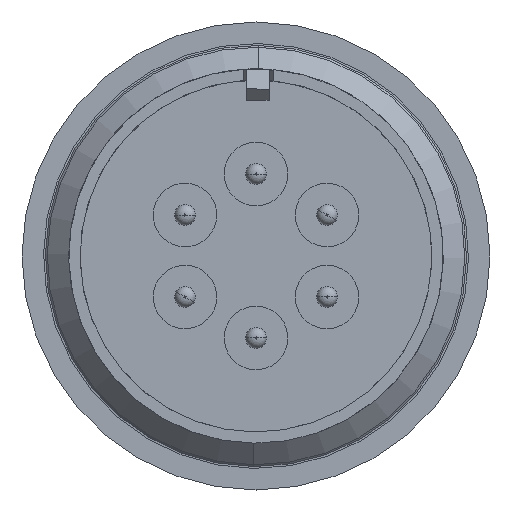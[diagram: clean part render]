
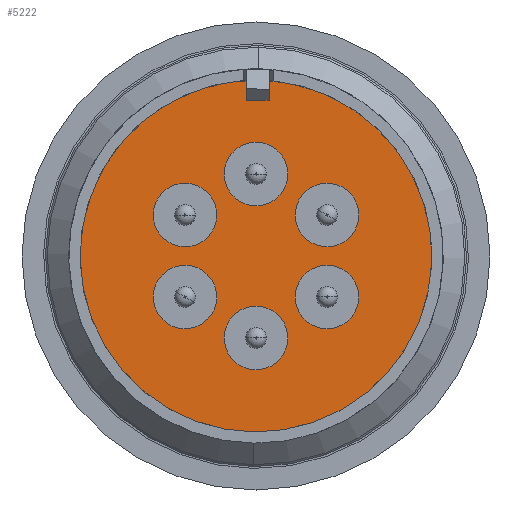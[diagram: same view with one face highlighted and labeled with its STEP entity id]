
A CAD part, front view. The second image highlights one B-rep face of the part: STEP entity #5222.
In plain terms, the highlighted planar face has unit normal (0, -1, 0).
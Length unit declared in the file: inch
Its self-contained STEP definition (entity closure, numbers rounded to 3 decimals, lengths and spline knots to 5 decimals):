
#36 = DIRECTION ( 'NONE',  ( 0., 0., -1. ) ) ;
#39 = DIRECTION ( 'NONE',  ( 0., 1., 0. ) ) ;
#40 = CARTESIAN_POINT ( 'NONE',  ( 0., 0.39565, 0. ) ) ;
#431 = CARTESIAN_POINT ( 'NONE',  ( -0.26552, 0.39565, 0.07116 ) ) ;
#448 = CARTESIAN_POINT ( 'NONE',  ( 0., 0.39565, 0.51 ) ) ;
#487 = VERTEX_POINT ( 'NONE', #1737 ) ;
#539 = VERTEX_POINT ( 'NONE', #1767 ) ;
#562 = EDGE_LOOP ( 'NONE', ( #3571, #3631 ) ) ;
#617 = EDGE_LOOP ( 'NONE', ( #3429, #3569 ) ) ;
#627 = VERTEX_POINT ( 'NONE', #1669 ) ;
#641 = VERTEX_POINT ( 'NONE', #1651 ) ;
#716 = EDGE_LOOP ( 'NONE', ( #3668, #3774 ) ) ;
#744 = EDGE_LOOP ( 'NONE', ( #3783, #3641 ) ) ;
#807 = VERTEX_POINT ( 'NONE', #1626 ) ;
#847 = EDGE_LOOP ( 'NONE', ( #3396, #3650 ) ) ;
#854 = VERTEX_POINT ( 'NONE', #1576 ) ;
#892 = EDGE_LOOP ( 'NONE', ( #3505, #3732 ) ) ;
#963 = VERTEX_POINT ( 'NONE', #1573 ) ;
#985 = EDGE_LOOP ( 'NONE', ( #3715, #3780 ) ) ;
#1011 = VERTEX_POINT ( 'NONE', #1588 ) ;
#1058 = VERTEX_POINT ( 'NONE', #1577 ) ;
#1074 = VERTEX_POINT ( 'NONE', #1627 ) ;
#1097 = VERTEX_POINT ( 'NONE', #1623 ) ;
#1116 = VERTEX_POINT ( 'NONE', #1694 ) ;
#1158 = AXIS2_PLACEMENT_3D ( 'NONE', #2777, #2776, #2775 ) ;
#1179 = AXIS2_PLACEMENT_3D ( 'NONE', #5934, #5933, #5932 ) ;
#1180 = AXIS2_PLACEMENT_3D ( 'NONE', #5930, #5928, #5927 ) ;
#1181 = AXIS2_PLACEMENT_3D ( 'NONE', #5925, #5924, #5923 ) ;
#1182 = AXIS2_PLACEMENT_3D ( 'NONE', #5922, #5921, #5920 ) ;
#1183 = AXIS2_PLACEMENT_3D ( 'NONE', #5919, #5918, #5917 ) ;
#1184 = AXIS2_PLACEMENT_3D ( 'NONE', #5916, #5915, #5914 ) ;
#1196 = AXIS2_PLACEMENT_3D ( 'NONE', #5880, #5879, #5878 ) ;
#1242 = AXIS2_PLACEMENT_3D ( 'NONE', #6066, #6065, #6064 ) ;
#1245 = AXIS2_PLACEMENT_3D ( 'NONE', #6050, #6047, #6046 ) ;
#1247 = AXIS2_PLACEMENT_3D ( 'NONE', #6035, #6034, #6033 ) ;
#1249 = AXIS2_PLACEMENT_3D ( 'NONE', #6015, #6014, #6012 ) ;
#1382 = DIRECTION ( 'NONE',  ( 1., 0., 0. ) ) ;
#1384 = CARTESIAN_POINT ( 'NONE',  ( 0., 0.39565, 0. ) ) ;
#1387 = PLANE ( 'NONE',  #2097 ) ;
#1398 = DIRECTION ( 'NONE',  ( 0., 1., 0. ) ) ;
#1573 = CARTESIAN_POINT ( 'NONE',  ( -0.1138, 0.39565, 0.14784 ) ) ;
#1576 = CARTESIAN_POINT ( 'NONE',  ( -0.1211, 0.39565, -0.05925 ) ) ;
#1577 = CARTESIAN_POINT ( 'NONE',  ( -0.08076, 0.39565, -0.2455 ) ) ;
#1588 = CARTESIAN_POINT ( 'NONE',  ( 0.08076, 0.39565, -0.1925 ) ) ;
#1623 = CARTESIAN_POINT ( 'NONE',  ( 0., 0.39565, -0.51 ) ) ;
#1626 = CARTESIAN_POINT ( 'NONE',  ( 0.08379, 0.39565, 0.23331 ) ) ;
#1627 = CARTESIAN_POINT ( 'NONE',  ( -0.08379, 0.39565, 0.20469 ) ) ;
#1651 = CARTESIAN_POINT ( 'NONE',  ( -0.25822, 0.39565, -0.15975 ) ) ;
#1669 = CARTESIAN_POINT ( 'NONE',  ( 0.27466, 0.39565, -0.1095 ) ) ;
#1694 = CARTESIAN_POINT ( 'NONE',  ( 0.10466, 0.39565, -0.1095 ) ) ;
#1737 = CARTESIAN_POINT ( 'NONE',  ( 0.25299, 0.39565, 0.1662 ) ) ;
#1767 = CARTESIAN_POINT ( 'NONE',  ( 0.12633, 0.39565, 0.0528 ) ) ;
#2097 = AXIS2_PLACEMENT_3D ( 'NONE', #1384, #1398, #1382 ) ;
#2361 = CIRCLE ( 'NONE', #1181, 0.085 ) ;
#2420 = CIRCLE ( 'NONE', #1242, 0.085 ) ;
#2459 = CIRCLE ( 'NONE', #1249, 0.085 ) ;
#2469 = CIRCLE ( 'NONE', #1158, 0.085 ) ;
#2505 = CIRCLE ( 'NONE', #1184, 0.085 ) ;
#2510 = CIRCLE ( 'NONE', #4657, 0.51 ) ;
#2530 = CIRCLE ( 'NONE', #1247, 0.085 ) ;
#2538 = CIRCLE ( 'NONE', #1245, 0.085 ) ;
#2546 = CIRCLE ( 'NONE', #1180, 0.085 ) ;
#2549 = CIRCLE ( 'NONE', #1179, 0.085 ) ;
#2572 = CIRCLE ( 'NONE', #1183, 0.085 ) ;
#2573 = CIRCLE ( 'NONE', #1182, 0.085 ) ;
#2574 = CIRCLE ( 'NONE', #4683, 0.085 ) ;
#2761 = CIRCLE ( 'NONE', #1196, 0.51 ) ;
#2775 = DIRECTION ( 'NONE',  ( 0., 0., 1. ) ) ;
#2776 = DIRECTION ( 'NONE',  ( 0., -1., 0. ) ) ;
#2777 = CARTESIAN_POINT ( 'NONE',  ( 0.18966, 0.39565, -0.1095 ) ) ;
#2896 = DIRECTION ( 'NONE',  ( 0., 0., 1. ) ) ;
#2897 = DIRECTION ( 'NONE',  ( 0., -1., 0. ) ) ;
#2898 = CARTESIAN_POINT ( 'NONE',  ( 0., 0.39565, -0.219 ) ) ;
#3396 = ORIENTED_EDGE ( 'NONE', *, *, #4955, .F. ) ;
#3429 = ORIENTED_EDGE ( 'NONE', *, *, #4714, .F. ) ;
#3505 = ORIENTED_EDGE ( 'NONE', *, *, #4950, .F. ) ;
#3569 = ORIENTED_EDGE ( 'NONE', *, *, #4884, .F. ) ;
#3571 = ORIENTED_EDGE ( 'NONE', *, *, #4820, .F. ) ;
#3631 = ORIENTED_EDGE ( 'NONE', *, *, #4867, .F. ) ;
#3641 = ORIENTED_EDGE ( 'NONE', *, *, #4872, .F. ) ;
#3650 = ORIENTED_EDGE ( 'NONE', *, *, #4870, .F. ) ;
#3668 = ORIENTED_EDGE ( 'NONE', *, *, #4961, .F. ) ;
#3715 = ORIENTED_EDGE ( 'NONE', *, *, #4953, .F. ) ;
#3732 = ORIENTED_EDGE ( 'NONE', *, *, #4869, .F. ) ;
#3767 = VERTEX_POINT ( 'NONE', #448 ) ;
#3774 = ORIENTED_EDGE ( 'NONE', *, *, #4871, .F. ) ;
#3777 = VERTEX_POINT ( 'NONE', #431 ) ;
#3780 = ORIENTED_EDGE ( 'NONE', *, *, #4868, .F. ) ;
#3783 = ORIENTED_EDGE ( 'NONE', *, *, #4846, .F. ) ;
#3876 = FACE_BOUND ( 'NONE', #562, .T. ) ;
#3904 = FACE_BOUND ( 'NONE', #847, .T. ) ;
#3963 = FACE_BOUND ( 'NONE', #985, .T. ) ;
#3978 = FACE_BOUND ( 'NONE', #744, .T. ) ;
#3983 = FACE_OUTER_BOUND ( 'NONE', #617, .T. ) ;
#3987 = FACE_BOUND ( 'NONE', #716, .T. ) ;
#3988 = FACE_BOUND ( 'NONE', #892, .T. ) ;
#4657 = AXIS2_PLACEMENT_3D ( 'NONE', #40, #39, #36 ) ;
#4683 = AXIS2_PLACEMENT_3D ( 'NONE', #2898, #2897, #2896 ) ;
#4714 = EDGE_CURVE ( 'NONE', #3767, #1097, #2510, .T. ) ;
#4820 = EDGE_CURVE ( 'NONE', #1058, #1011, #2574, .T. ) ;
#4846 = EDGE_CURVE ( 'NONE', #1116, #627, #2469, .T. ) ;
#4867 = EDGE_CURVE ( 'NONE', #1011, #1058, #2549, .T. ) ;
#4868 = EDGE_CURVE ( 'NONE', #487, #539, #2546, .T. ) ;
#4869 = EDGE_CURVE ( 'NONE', #963, #3777, #2361, .T. ) ;
#4870 = EDGE_CURVE ( 'NONE', #641, #854, #2573, .T. ) ;
#4871 = EDGE_CURVE ( 'NONE', #807, #1074, #2572, .T. ) ;
#4872 = EDGE_CURVE ( 'NONE', #627, #1116, #2505, .T. ) ;
#4884 = EDGE_CURVE ( 'NONE', #1097, #3767, #2761, .T. ) ;
#4950 = EDGE_CURVE ( 'NONE', #3777, #963, #2420, .T. ) ;
#4953 = EDGE_CURVE ( 'NONE', #539, #487, #2538, .T. ) ;
#4955 = EDGE_CURVE ( 'NONE', #854, #641, #2530, .T. ) ;
#4961 = EDGE_CURVE ( 'NONE', #1074, #807, #2459, .T. ) ;
#5222 = ADVANCED_FACE ( 'NONE', ( #3978, #3987, #3904, #3988, #3963, #3876, #3983 ), #1387, .F. ) ;
#5878 = DIRECTION ( 'NONE',  ( 0., 0., -1. ) ) ;
#5879 = DIRECTION ( 'NONE',  ( 0., 1., 0. ) ) ;
#5880 = CARTESIAN_POINT ( 'NONE',  ( 0., 0.39565, 0. ) ) ;
#5914 = DIRECTION ( 'NONE',  ( 0., 0., 1. ) ) ;
#5915 = DIRECTION ( 'NONE',  ( 0., -1., 0. ) ) ;
#5916 = CARTESIAN_POINT ( 'NONE',  ( 0.18966, 0.39565, -0.1095 ) ) ;
#5917 = DIRECTION ( 'NONE',  ( 0., 0., 1. ) ) ;
#5918 = DIRECTION ( 'NONE',  ( 0., -1., 0. ) ) ;
#5919 = CARTESIAN_POINT ( 'NONE',  ( 0., 0.39565, 0.219 ) ) ;
#5920 = DIRECTION ( 'NONE',  ( 0., 0., 1. ) ) ;
#5921 = DIRECTION ( 'NONE',  ( 0., -1., 0. ) ) ;
#5922 = CARTESIAN_POINT ( 'NONE',  ( -0.18966, 0.39565, -0.1095 ) ) ;
#5923 = DIRECTION ( 'NONE',  ( 0., 0., 1. ) ) ;
#5924 = DIRECTION ( 'NONE',  ( 0., -1., 0. ) ) ;
#5925 = CARTESIAN_POINT ( 'NONE',  ( -0.18966, 0.39565, 0.1095 ) ) ;
#5927 = DIRECTION ( 'NONE',  ( 0., 0., 1. ) ) ;
#5928 = DIRECTION ( 'NONE',  ( 0., -1., 0. ) ) ;
#5930 = CARTESIAN_POINT ( 'NONE',  ( 0.18966, 0.39565, 0.1095 ) ) ;
#5932 = DIRECTION ( 'NONE',  ( 0., 0., 1. ) ) ;
#5933 = DIRECTION ( 'NONE',  ( 0., -1., 0. ) ) ;
#5934 = CARTESIAN_POINT ( 'NONE',  ( 0., 0.39565, -0.219 ) ) ;
#6012 = DIRECTION ( 'NONE',  ( 0., 0., 1. ) ) ;
#6014 = DIRECTION ( 'NONE',  ( 0., -1., 0. ) ) ;
#6015 = CARTESIAN_POINT ( 'NONE',  ( 0., 0.39565, 0.219 ) ) ;
#6033 = DIRECTION ( 'NONE',  ( 0., 0., 1. ) ) ;
#6034 = DIRECTION ( 'NONE',  ( 0., -1., 0. ) ) ;
#6035 = CARTESIAN_POINT ( 'NONE',  ( -0.18966, 0.39565, -0.1095 ) ) ;
#6046 = DIRECTION ( 'NONE',  ( 0., 0., 1. ) ) ;
#6047 = DIRECTION ( 'NONE',  ( 0., -1., 0. ) ) ;
#6050 = CARTESIAN_POINT ( 'NONE',  ( 0.18966, 0.39565, 0.1095 ) ) ;
#6064 = DIRECTION ( 'NONE',  ( 0., 0., 1. ) ) ;
#6065 = DIRECTION ( 'NONE',  ( 0., -1., 0. ) ) ;
#6066 = CARTESIAN_POINT ( 'NONE',  ( -0.18966, 0.39565, 0.1095 ) ) ;
